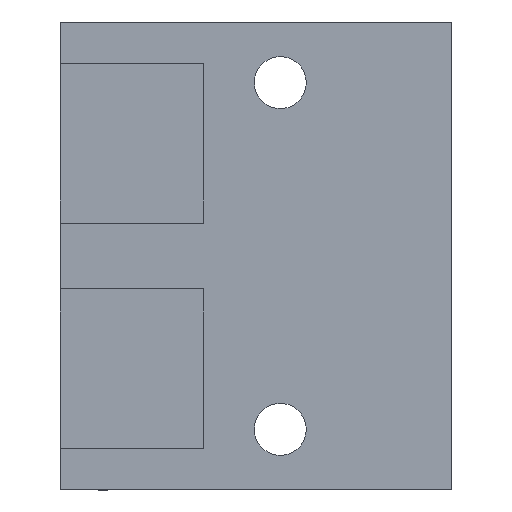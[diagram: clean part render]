
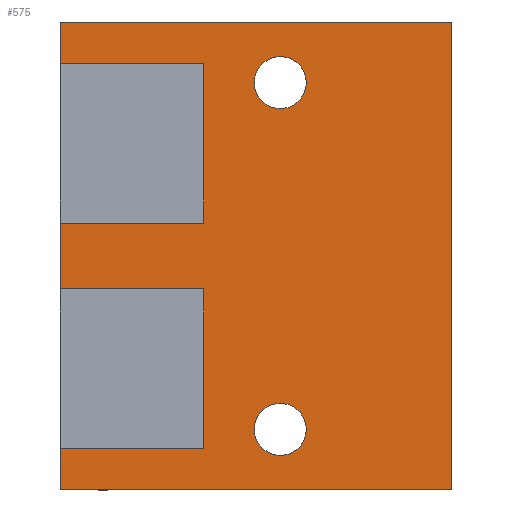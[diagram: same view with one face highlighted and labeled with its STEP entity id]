
A CAD part, front view. The second image highlights one B-rep face of the part: STEP entity #575.
In plain terms, the highlighted planar face has unit normal (0, -1, 0).
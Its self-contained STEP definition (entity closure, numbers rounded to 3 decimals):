
#29=FACE_BOUND('',#98,.T.);
#30=FACE_BOUND('',#99,.T.);
#47=CIRCLE('',#624,1.5);
#48=CIRCLE('',#625,1.5);
#65=FACE_OUTER_BOUND('',#97,.T.);
#97=EDGE_LOOP('',(#413,#414,#415,#416,#417,#418,#419,#420,#421,#422,#423,
#424));
#98=EDGE_LOOP('',(#425,#426));
#99=EDGE_LOOP('',(#427));
#134=LINE('',#826,#195);
#140=LINE('',#838,#201);
#143=LINE('',#846,#204);
#144=LINE('',#855,#205);
#147=LINE('',#865,#208);
#148=LINE('',#867,#209);
#149=LINE('',#869,#210);
#150=LINE('',#871,#211);
#151=LINE('',#873,#212);
#152=LINE('',#874,#213);
#153=LINE('',#876,#214);
#154=LINE('',#877,#215);
#155=LINE('',#880,#216);
#195=VECTOR('',#666,10.);
#201=VECTOR('',#674,10.);
#204=VECTOR('',#681,10.);
#205=VECTOR('',#690,10.);
#208=VECTOR('',#699,10.);
#209=VECTOR('',#700,10.);
#210=VECTOR('',#701,10.);
#211=VECTOR('',#702,10.);
#212=VECTOR('',#703,10.);
#213=VECTOR('',#704,10.);
#214=VECTOR('',#705,10.);
#215=VECTOR('',#706,10.);
#216=VECTOR('',#707,10.);
#255=VERTEX_POINT('',#822);
#257=VERTEX_POINT('',#825);
#260=VERTEX_POINT('',#832);
#262=VERTEX_POINT('',#836);
#265=VERTEX_POINT('',#844);
#269=VERTEX_POINT('',#854);
#273=VERTEX_POINT('',#864);
#274=VERTEX_POINT('',#866);
#275=VERTEX_POINT('',#868);
#276=VERTEX_POINT('',#870);
#277=VERTEX_POINT('',#872);
#278=VERTEX_POINT('',#875);
#279=VERTEX_POINT('',#878);
#280=VERTEX_POINT('',#879);
#281=VERTEX_POINT('',#882);
#311=EDGE_CURVE('',#257,#255,#134,.T.);
#317=EDGE_CURVE('',#260,#262,#140,.T.);
#321=EDGE_CURVE('',#262,#265,#143,.T.);
#325=EDGE_CURVE('',#269,#260,#144,.T.);
#330=EDGE_CURVE('',#273,#265,#147,.T.);
#331=EDGE_CURVE('',#274,#273,#148,.T.);
#332=EDGE_CURVE('',#274,#275,#149,.F.);
#333=EDGE_CURVE('',#276,#275,#150,.T.);
#334=EDGE_CURVE('',#277,#276,#151,.T.);
#335=EDGE_CURVE('',#277,#257,#152,.T.);
#336=EDGE_CURVE('',#255,#278,#153,.T.);
#337=EDGE_CURVE('',#269,#278,#154,.T.);
#338=EDGE_CURVE('',#279,#280,#155,.T.);
#339=EDGE_CURVE('',#279,#280,#47,.T.);
#340=EDGE_CURVE('',#281,#281,#48,.T.);
#413=ORIENTED_EDGE('',*,*,#321,.T.);
#414=ORIENTED_EDGE('',*,*,#330,.F.);
#415=ORIENTED_EDGE('',*,*,#331,.F.);
#416=ORIENTED_EDGE('',*,*,#332,.T.);
#417=ORIENTED_EDGE('',*,*,#333,.F.);
#418=ORIENTED_EDGE('',*,*,#334,.F.);
#419=ORIENTED_EDGE('',*,*,#335,.T.);
#420=ORIENTED_EDGE('',*,*,#311,.T.);
#421=ORIENTED_EDGE('',*,*,#336,.T.);
#422=ORIENTED_EDGE('',*,*,#337,.F.);
#423=ORIENTED_EDGE('',*,*,#325,.T.);
#424=ORIENTED_EDGE('',*,*,#317,.T.);
#425=ORIENTED_EDGE('',*,*,#338,.F.);
#426=ORIENTED_EDGE('',*,*,#339,.T.);
#427=ORIENTED_EDGE('',*,*,#340,.T.);
#557=PLANE('',#623);
#575=ADVANCED_FACE('',(#65,#29,#30),#557,.T.);
#623=AXIS2_PLACEMENT_3D('',#863,#697,#698);
#624=AXIS2_PLACEMENT_3D('',#881,#708,#709);
#625=AXIS2_PLACEMENT_3D('',#883,#710,#711);
#666=DIRECTION('',(0.,0.,-1.));
#674=DIRECTION('',(0.,0.,-1.));
#681=DIRECTION('',(-1.,0.,0.));
#690=DIRECTION('',(1.,0.,0.));
#697=DIRECTION('center_axis',(0.,-1.,0.));
#698=DIRECTION('ref_axis',(1.,0.,0.));
#699=DIRECTION('',(0.,0.,1.));
#700=DIRECTION('',(-1.,0.,0.));
#701=DIRECTION('',(0.,0.,-1.));
#702=DIRECTION('',(1.,0.,0.));
#703=DIRECTION('',(0.,0.,1.));
#704=DIRECTION('',(1.,0.,0.));
#705=DIRECTION('',(-1.,0.,0.));
#706=DIRECTION('',(0.,0.,1.));
#707=DIRECTION('',(0.,0.,-1.));
#708=DIRECTION('center_axis',(0.,1.,0.));
#709=DIRECTION('ref_axis',(1.,0.,0.));
#710=DIRECTION('center_axis',(0.,1.,0.));
#711=DIRECTION('ref_axis',(1.,0.,0.));
#822=CARTESIAN_POINT('',(-14.419,74.499,1.9));
#825=CARTESIAN_POINT('',(-14.419,74.499,11.1));
#826=CARTESIAN_POINT('',(-14.419,74.499,11.1));
#832=CARTESIAN_POINT('',(-14.419,74.499,-1.9));
#836=CARTESIAN_POINT('',(-14.419,74.499,-11.1));
#838=CARTESIAN_POINT('',(-14.419,74.499,11.1));
#844=CARTESIAN_POINT('',(-22.7,74.499,-11.1));
#846=CARTESIAN_POINT('',(-21.1,74.499,-11.1));
#854=CARTESIAN_POINT('',(-22.7,74.499,-1.9));
#855=CARTESIAN_POINT('',(-18.3,74.499,-1.9));
#863=CARTESIAN_POINT('Origin',(-22.7,74.499,-13.5));
#864=CARTESIAN_POINT('',(-22.7,74.499,-13.5));
#865=CARTESIAN_POINT('',(-22.7,74.499,-13.5));
#866=CARTESIAN_POINT('',(-0.1,74.499,-13.5));
#867=CARTESIAN_POINT('',(-5.675,74.499,-13.5));
#868=CARTESIAN_POINT('',(-0.1,74.499,13.5));
#869=CARTESIAN_POINT('',(-0.1,74.499,-13.5));
#870=CARTESIAN_POINT('',(-22.7,74.499,13.5));
#871=CARTESIAN_POINT('',(-17.025,74.499,13.5));
#872=CARTESIAN_POINT('',(-22.7,74.499,11.1));
#873=CARTESIAN_POINT('',(-22.7,74.499,-13.5));
#874=CARTESIAN_POINT('',(-21.1,74.499,11.1));
#875=CARTESIAN_POINT('',(-22.7,74.499,1.9));
#876=CARTESIAN_POINT('',(-18.3,74.499,1.9));
#877=CARTESIAN_POINT('',(-22.7,74.499,-13.5));
#878=CARTESIAN_POINT('',(-11.5,74.499,-10.));
#879=CARTESIAN_POINT('',(-11.5,74.499,-10.002));
#880=CARTESIAN_POINT('',(-11.5,74.499,-10.));
#881=CARTESIAN_POINT('Origin',(-10.,74.499,-10.));
#882=CARTESIAN_POINT('',(-11.5,74.499,10.));
#883=CARTESIAN_POINT('Origin',(-10.,74.499,10.));
